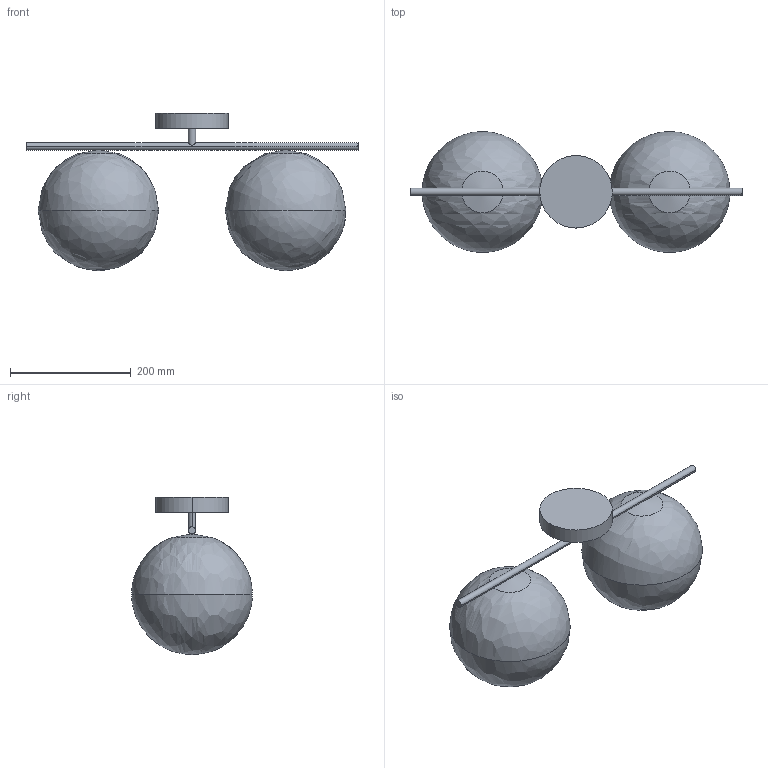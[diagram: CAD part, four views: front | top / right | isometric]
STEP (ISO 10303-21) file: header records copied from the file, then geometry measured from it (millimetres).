
FILE_DESCRIPTION(/* description */ (''),/* implementation_level */ '2;1');
FILE_NAME(/* name */ '1744.201_JUGEN',/* time_stamp */ '2023-01-18T18:10:22+01:00',/* author */ (''),/* organization */ (''),/* preprocessor_version */ 'ST-DEVELOPER v16.5',/* originating_system */ 'Rhino 7.15',/* authorisation */ '');
FILE_SCHEMA (('CONFIG_CONTROL_DESIGN'));
Length unit declared in the file: millimetre
Products named in the file (1): Document
Bounding box: 550 x 200 x 261 mm (x, y, z)
Volume: 344995.4 mm3; surface area: 306046 mm2
Topology: 2 solids, 7 shells, 17 faces, 41 edges, 30 vertices
Faces by surface type: cylinder 6, bspline 6, plane 5
Entity records: 953 total; most frequent: CARTESIAN_POINT 641, ORIENTED_EDGE 48, EDGE_CURVE 28, VERTEX_POINT 22, EDGE_LOOP 19, DIRECTION 19, ADVANCED_FACE 17, FACE_OUTER_BOUND 17
